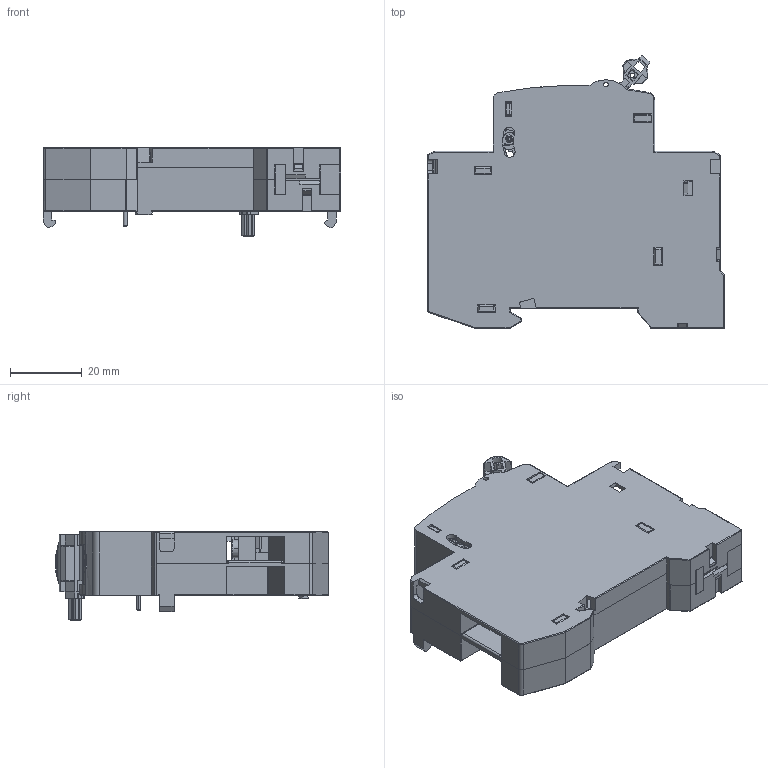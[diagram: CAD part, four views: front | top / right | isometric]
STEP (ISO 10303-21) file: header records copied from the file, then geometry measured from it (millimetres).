
FILE_DESCRIPTION (( 'STEP AP203' ), '1' );
FILE_NAME ('M2SHX2--170792002.STEP', '2022-03-25T10:37:51', ( '' ), ( '' ), 'SwSTEP 2.0', 'SolidWorks 2017', '' );
FILE_SCHEMA (( 'CONFIG_CONTROL_DESIGN' ));
Length unit declared in the file: millimetre
Products named in the file (1): M2SHX2--170792002
Bounding box: 82.7 x 75.81 x 24.6 mm (x, y, z)
Surface area: 27917.3 mm2 (no closed solid volume)
Topology: 0 solids, 40 shells, 898 faces, 3874 edges, 2912 vertices
Faces by surface type: plane 509, cylinder 291, bspline 92, cone 6
Entity records: 43869 total; most frequent: CARTESIAN_POINT 14931, ORIENTED_EDGE 5699, DIRECTION 5257, EDGE_CURVE 3841, VERTEX_POINT 2912, VECTOR 2531, LINE 2531, AXIS2_PLACEMENT_3D 1363
